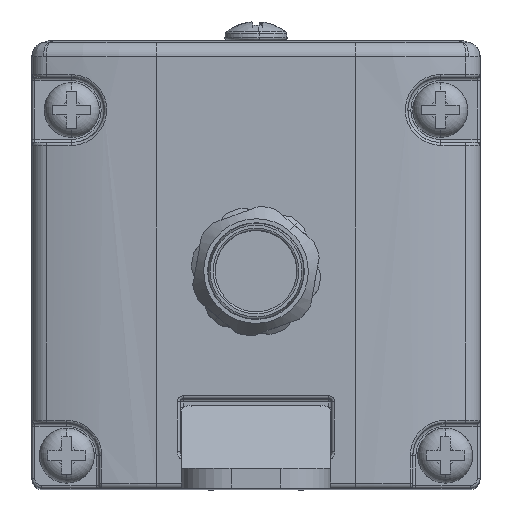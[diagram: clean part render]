
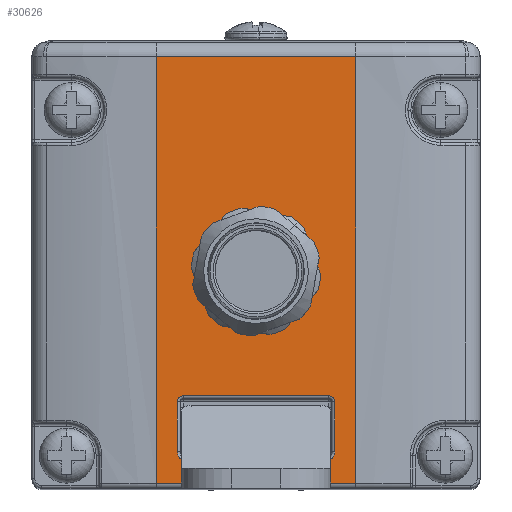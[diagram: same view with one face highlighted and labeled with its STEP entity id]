
A CAD part, top view. The second image highlights one B-rep face of the part: STEP entity #30626.
In plain terms, the highlighted planar face has unit normal (0, 0, 1).
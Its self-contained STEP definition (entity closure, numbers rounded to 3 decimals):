
#41 = EDGE_CURVE ( 'NONE', #27376, #2251, #23588, .T. ) ;
#390 = LINE ( 'NONE', #14872, #7412 ) ;
#423 = VECTOR ( 'NONE', #9183, 1000. ) ;
#633 = DIRECTION ( 'NONE',  ( 1., 0., 0. ) ) ;
#1122 = ORIENTED_EDGE ( 'NONE', *, *, #11638, .T. ) ;
#1527 = EDGE_CURVE ( 'NONE', #26015, #15009, #30620, .T. ) ;
#1563 = CARTESIAN_POINT ( 'NONE',  ( 10., -22., 7. ) ) ;
#1912 = CARTESIAN_POINT ( 'NONE',  ( -10., -22., 7. ) ) ;
#2251 = VERTEX_POINT ( 'NONE', #29611 ) ;
#2350 = CARTESIAN_POINT ( 'NONE',  ( 10., 20.849, 7. ) ) ;
#3036 = DIRECTION ( 'NONE',  ( 1., 0., 0. ) ) ;
#3403 = EDGE_LOOP ( 'NONE', ( #24141, #14850, #16416, #9314 ) ) ;
#3631 = CARTESIAN_POINT ( 'NONE',  ( 7.3, -13.2, 7. ) ) ;
#3822 = CARTESIAN_POINT ( 'NONE',  ( -7.9, -13.8, 7. ) ) ;
#4001 = PLANE ( 'NONE',  #13440 ) ;
#4038 = ORIENTED_EDGE ( 'NONE', *, *, #41, .T. ) ;
#4359 = DIRECTION ( 'NONE',  ( 1., 0., 0. ) ) ;
#4448 = EDGE_CURVE ( 'NONE', #29062, #18038, #16366, .T. ) ;
#4722 = LINE ( 'NONE', #14224, #28882 ) ;
#6367 = CARTESIAN_POINT ( 'NONE',  ( -5.3, -0.7, 7. ) ) ;
#6641 = CARTESIAN_POINT ( 'NONE',  ( 7.9, -18.776, 7. ) ) ;
#6946 = CARTESIAN_POINT ( 'NONE',  ( 7.3, -19.624, 7. ) ) ;
#7412 = VECTOR ( 'NONE', #28852, 1000. ) ;
#7779 = VERTEX_POINT ( 'NONE', #10879 ) ;
#8013 = LINE ( 'NONE', #20467, #19048 ) ;
#8192 = VERTEX_POINT ( 'NONE', #21291 ) ;
#8499 = ORIENTED_EDGE ( 'NONE', *, *, #12599, .T. ) ;
#8746 = VERTEX_POINT ( 'NONE', #24971 ) ;
#8866 = VERTEX_POINT ( 'NONE', #27740 ) ;
#9183 = DIRECTION ( 'NONE',  ( 0., -1., 0. ) ) ;
#9314 = ORIENTED_EDGE ( 'NONE', *, *, #21749, .T. ) ;
#9511 = DIRECTION ( 'NONE',  ( 0., 0., -1. ) ) ;
#10043 = CIRCLE ( 'NONE', #17525, 5.3 ) ;
#10096 = EDGE_CURVE ( 'NONE', #18038, #29062, #10043, .T. ) ;
#10434 = DIRECTION ( 'NONE',  ( -1., 0., 0. ) ) ;
#10879 = CARTESIAN_POINT ( 'NONE',  ( 7.3, -13.2, 7. ) ) ;
#10907 = VERTEX_POINT ( 'NONE', #13479 ) ;
#10977 = CARTESIAN_POINT ( 'NONE',  ( 7.9, 0., 7. ) ) ;
#11015 = CARTESIAN_POINT ( 'NONE',  ( 0., 0., 7. ) ) ;
#11016 =( BOUNDED_CURVE ( )  B_SPLINE_CURVE ( 3, ( #6641, #21588, #23909, #6946 ),
 .UNSPECIFIED., .F., .T. ) 
 B_SPLINE_CURVE_WITH_KNOTS ( ( 4, 4 ),
 ( 1.571, 3.142 ),
 .UNSPECIFIED. ) 
 CURVE ( )  GEOMETRIC_REPRESENTATION_ITEM ( )  RATIONAL_B_SPLINE_CURVE ( ( 1., 0.805, 0.805, 1. ) ) 
 REPRESENTATION_ITEM ( '' )  );
#11169 = FACE_BOUND ( 'NONE', #17056, .T. ) ;
#11638 = EDGE_CURVE ( 'NONE', #8192, #21857, #390, .T. ) ;
#11824 = CARTESIAN_POINT ( 'NONE',  ( 5.3, -0.7, 7. ) ) ;
#12599 = EDGE_CURVE ( 'NONE', #7779, #8866, #15340, .T. ) ;
#12716 = VERTEX_POINT ( 'NONE', #2350 ) ;
#12856 = EDGE_CURVE ( 'NONE', #10907, #8192, #11016, .T. ) ;
#12998 = CARTESIAN_POINT ( 'NONE',  ( 0., -0.7, 7. ) ) ;
#13259 = LINE ( 'NONE', #3631, #18816 ) ;
#13295 = LINE ( 'NONE', #10977, #18301 ) ;
#13320 = AXIS2_PLACEMENT_3D ( 'NONE', #26165, #9511, #633 ) ;
#13440 = AXIS2_PLACEMENT_3D ( 'NONE', #11015, #20516, #27654 ) ;
#13479 = CARTESIAN_POINT ( 'NONE',  ( 7.9, -18.776, 7. ) ) ;
#13554 = CARTESIAN_POINT ( 'NONE',  ( 0., -0.7, 7. ) ) ;
#13673 = VERTEX_POINT ( 'NONE', #1563 ) ;
#13889 = CARTESIAN_POINT ( 'NONE',  ( -7.9, -19.273, 7. ) ) ;
#13963 = CARTESIAN_POINT ( 'NONE',  ( -7.3, -13.8, 7. ) ) ;
#14164 = AXIS2_PLACEMENT_3D ( 'NONE', #13963, #23136, #27218 ) ;
#14224 = CARTESIAN_POINT ( 'NONE',  ( -7.9, -13.8, 7. ) ) ;
#14410 = LINE ( 'NONE', #18931, #18461 ) ;
#14651 = ORIENTED_EDGE ( 'NONE', *, *, #21179, .T. ) ;
#14850 = ORIENTED_EDGE ( 'NONE', *, *, #24233, .T. ) ;
#14872 = CARTESIAN_POINT ( 'NONE',  ( -7.3, -19.624, 7. ) ) ;
#15009 = VERTEX_POINT ( 'NONE', #1912 ) ;
#15267 = CARTESIAN_POINT ( 'NONE',  ( -7.3, -19.624, 7. ) ) ;
#15340 = CIRCLE ( 'NONE', #13320, 0.6 ) ;
#15687 = ORIENTED_EDGE ( 'NONE', *, *, #10096, .T. ) ;
#15689 = ORIENTED_EDGE ( 'NONE', *, *, #12856, .T. ) ;
#16366 = CIRCLE ( 'NONE', #29236, 5.3 ) ;
#16416 = ORIENTED_EDGE ( 'NONE', *, *, #25734, .F. ) ;
#17056 = EDGE_LOOP ( 'NONE', ( #28386, #4038, #21176, #8499, #14651, #15689, #1122, #24123 ) ) ;
#17525 = AXIS2_PLACEMENT_3D ( 'NONE', #12998, #22492, #3036 ) ;
#17985 = DIRECTION ( 'NONE',  ( 0., -1., 0. ) ) ;
#18038 = VERTEX_POINT ( 'NONE', #11824 ) ;
#18301 = VECTOR ( 'NONE', #24669, 1000. ) ;
#18389 = DIRECTION ( 'NONE',  ( 0., 0., -1. ) ) ;
#18461 = VECTOR ( 'NONE', #25923, 1000. ) ;
#18479 = CARTESIAN_POINT ( 'NONE',  ( -10., 22.5, 7. ) ) ;
#18816 = VECTOR ( 'NONE', #27124, 1000. ) ;
#18931 = CARTESIAN_POINT ( 'NONE',  ( 10., -22., 7. ) ) ;
#19048 = VECTOR ( 'NONE', #17985, 1000. ) ;
#19482 = CARTESIAN_POINT ( 'NONE',  ( -10., 20.849, 7. ) ) ;
#20467 = CARTESIAN_POINT ( 'NONE',  ( 10., 22.5, 7. ) ) ;
#20516 = DIRECTION ( 'NONE',  ( 0., 0., 1. ) ) ;
#20739 = CARTESIAN_POINT ( 'NONE',  ( -7.651, -19.624, 7. ) ) ;
#20818 = FACE_OUTER_BOUND ( 'NONE', #3403, .T. ) ;
#21176 = ORIENTED_EDGE ( 'NONE', *, *, #21395, .T. ) ;
#21179 = EDGE_CURVE ( 'NONE', #8866, #10907, #13295, .T. ) ;
#21291 = CARTESIAN_POINT ( 'NONE',  ( 7.3, -19.624, 7. ) ) ;
#21395 = EDGE_CURVE ( 'NONE', #2251, #7779, #13259, .T. ) ;
#21588 = CARTESIAN_POINT ( 'NONE',  ( 7.9, -19.273, 7. ) ) ;
#21749 = EDGE_CURVE ( 'NONE', #12716, #26015, #29249, .T. ) ;
#21857 = VERTEX_POINT ( 'NONE', #15267 ) ;
#22492 = DIRECTION ( 'NONE',  ( 0., 0., -1. ) ) ;
#23136 = DIRECTION ( 'NONE',  ( 0., 0., -1. ) ) ;
#23145 = FACE_BOUND ( 'NONE', #26862, .T. ) ;
#23588 = CIRCLE ( 'NONE', #14164, 0.6 ) ;
#23701 = DIRECTION ( 'NONE',  ( 0., 1., 0. ) ) ;
#23909 = CARTESIAN_POINT ( 'NONE',  ( 7.651, -19.624, 7. ) ) ;
#24123 = ORIENTED_EDGE ( 'NONE', *, *, #27662, .T. ) ;
#24141 = ORIENTED_EDGE ( 'NONE', *, *, #1527, .T. ) ;
#24233 = EDGE_CURVE ( 'NONE', #15009, #13673, #14410, .T. ) ;
#24669 = DIRECTION ( 'NONE',  ( 0., -1., 0. ) ) ;
#24798 = EDGE_CURVE ( 'NONE', #8746, #27376, #4722, .T. ) ;
#24971 = CARTESIAN_POINT ( 'NONE',  ( -7.9, -18.776, 7. ) ) ;
#25202 = ORIENTED_EDGE ( 'NONE', *, *, #4448, .T. ) ;
#25707 = CARTESIAN_POINT ( 'NONE',  ( -7.3, -19.624, 7. ) ) ;
#25734 = EDGE_CURVE ( 'NONE', #12716, #13673, #8013, .T. ) ;
#25923 = DIRECTION ( 'NONE',  ( 1., 0., 0. ) ) ;
#26015 = VERTEX_POINT ( 'NONE', #19482 ) ;
#26165 = CARTESIAN_POINT ( 'NONE',  ( 7.3, -13.8, 7. ) ) ;
#26862 = EDGE_LOOP ( 'NONE', ( #15687, #25202 ) ) ;
#27124 = DIRECTION ( 'NONE',  ( 1., 0., 0. ) ) ;
#27218 = DIRECTION ( 'NONE',  ( 1., 0., 0. ) ) ;
#27232 = CARTESIAN_POINT ( 'NONE',  ( 0., 20.849, 7. ) ) ;
#27376 = VERTEX_POINT ( 'NONE', #3822 ) ;
#27654 = DIRECTION ( 'NONE',  ( 1., 0., 0. ) ) ;
#27662 = EDGE_CURVE ( 'NONE', #21857, #8746, #29916, .T. ) ;
#27740 = CARTESIAN_POINT ( 'NONE',  ( 7.9, -13.8, 7. ) ) ;
#28386 = ORIENTED_EDGE ( 'NONE', *, *, #24798, .T. ) ;
#28852 = DIRECTION ( 'NONE',  ( -1., 0., 0. ) ) ;
#28882 = VECTOR ( 'NONE', #23701, 1000. ) ;
#29062 = VERTEX_POINT ( 'NONE', #6367 ) ;
#29236 = AXIS2_PLACEMENT_3D ( 'NONE', #13554, #18389, #4359 ) ;
#29249 = LINE ( 'NONE', #27232, #30342 ) ;
#29611 = CARTESIAN_POINT ( 'NONE',  ( -7.3, -13.2, 7. ) ) ;
#29916 =( BOUNDED_CURVE ( )  B_SPLINE_CURVE ( 3, ( #25707, #20739, #13889, #30372 ),
 .UNSPECIFIED., .F., .T. ) 
 B_SPLINE_CURVE_WITH_KNOTS ( ( 4, 4 ),
 ( 0., 1.571 ),
 .UNSPECIFIED. ) 
 CURVE ( )  GEOMETRIC_REPRESENTATION_ITEM ( )  RATIONAL_B_SPLINE_CURVE ( ( 1., 0.805, 0.805, 1. ) ) 
 REPRESENTATION_ITEM ( '' )  );
#30342 = VECTOR ( 'NONE', #10434, 1000. ) ;
#30372 = CARTESIAN_POINT ( 'NONE',  ( -7.9, -18.776, 7. ) ) ;
#30620 = LINE ( 'NONE', #18479, #423 ) ;
#30626 = ADVANCED_FACE ( 'NONE', ( #11169, #23145, #20818 ), #4001, .T. ) ;
